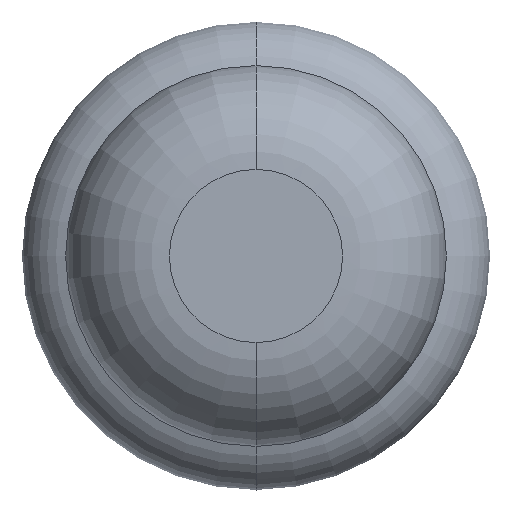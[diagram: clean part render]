
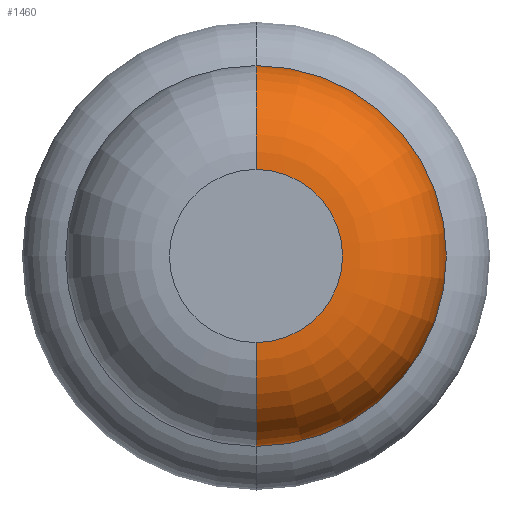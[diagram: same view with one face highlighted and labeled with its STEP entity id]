
A CAD part, front view. The second image highlights one B-rep face of the part: STEP entity #1460.
In plain terms, the highlighted toroidal (fillet/blend) face has major radius 0.375 mm and minor radius 0.45 mm.
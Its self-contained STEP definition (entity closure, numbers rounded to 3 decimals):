
#24 = DIRECTION ( 'NONE',  ( 0., 1., 0. ) ) ;
#252 = DIRECTION ( 'NONE',  ( -1., 0., 0. ) ) ;
#382 = CIRCLE ( 'NONE', #751, 0.375 ) ;
#459 = DIRECTION ( 'NONE',  ( 1., 0., 0. ) ) ;
#550 = CIRCLE ( 'NONE', #3299, 0.825 ) ;
#658 = ORIENTED_EDGE ( 'NONE', *, *, #3073, .F. ) ;
#729 = EDGE_CURVE ( 'NONE', #742, #1869, #1228, .T. ) ;
#742 = VERTEX_POINT ( 'NONE', #1851 ) ;
#751 = AXIS2_PLACEMENT_3D ( 'NONE', #3483, #2887, #2091 ) ;
#1046 = ORIENTED_EDGE ( 'NONE', *, *, #729, .F. ) ;
#1166 = CARTESIAN_POINT ( 'NONE',  ( 0., -23.584, 0. ) ) ;
#1190 = CARTESIAN_POINT ( 'NONE',  ( 0., -23.584, -0.825 ) ) ;
#1228 = CIRCLE ( 'NONE', #1410, 0.45 ) ;
#1241 = AXIS2_PLACEMENT_3D ( 'NONE', #1166, #24, #2284 ) ;
#1340 = DIRECTION ( 'NONE',  ( 0., 0., -1. ) ) ;
#1388 = CIRCLE ( 'NONE', #1802, 0.45 ) ;
#1410 = AXIS2_PLACEMENT_3D ( 'NONE', #2411, #252, #2199 ) ;
#1460 = ADVANCED_FACE ( 'NONE', ( #2567 ), #1819, .T. ) ;
#1496 = ORIENTED_EDGE ( 'NONE', *, *, #2683, .T. ) ;
#1593 = ORIENTED_EDGE ( 'NONE', *, *, #3168, .T. ) ;
#1611 = EDGE_LOOP ( 'NONE', ( #1593, #1496, #658, #1046 ) ) ;
#1627 = VERTEX_POINT ( 'NONE', #1190 ) ;
#1802 = AXIS2_PLACEMENT_3D ( 'NONE', #1859, #459, #1340 ) ;
#1819 = TOROIDAL_SURFACE ( 'NONE', #1241, 0.375, 0.45 ) ;
#1851 = CARTESIAN_POINT ( 'NONE',  ( 0., -24.034, 0.375 ) ) ;
#1859 = CARTESIAN_POINT ( 'NONE',  ( 0., -23.584, -0.375 ) ) ;
#1869 = VERTEX_POINT ( 'NONE', #2739 ) ;
#2091 = DIRECTION ( 'NONE',  ( 0., 0., 1. ) ) ;
#2199 = DIRECTION ( 'NONE',  ( 0., 0., 1. ) ) ;
#2284 = DIRECTION ( 'NONE',  ( 0., 0., 1. ) ) ;
#2411 = CARTESIAN_POINT ( 'NONE',  ( 0., -23.584, 0.375 ) ) ;
#2567 = FACE_OUTER_BOUND ( 'NONE', #1611, .T. ) ;
#2676 = CARTESIAN_POINT ( 'NONE',  ( 0., -24.034, -0.375 ) ) ;
#2683 = EDGE_CURVE ( 'NONE', #3347, #1627, #1388, .T. ) ;
#2739 = CARTESIAN_POINT ( 'NONE',  ( 0., -23.584, 0.825 ) ) ;
#2887 = DIRECTION ( 'NONE',  ( 0., 1., 0. ) ) ;
#2953 = DIRECTION ( 'NONE',  ( 0., 1., 0. ) ) ;
#3073 = EDGE_CURVE ( 'NONE', #1869, #1627, #550, .T. ) ;
#3168 = EDGE_CURVE ( 'NONE', #742, #3347, #382, .T. ) ;
#3256 = DIRECTION ( 'NONE',  ( 0., 0., 1. ) ) ;
#3299 = AXIS2_PLACEMENT_3D ( 'NONE', #3521, #2953, #3256 ) ;
#3347 = VERTEX_POINT ( 'NONE', #2676 ) ;
#3483 = CARTESIAN_POINT ( 'NONE',  ( 0., -24.034, 0. ) ) ;
#3521 = CARTESIAN_POINT ( 'NONE',  ( 0., -23.584, 0. ) ) ;
